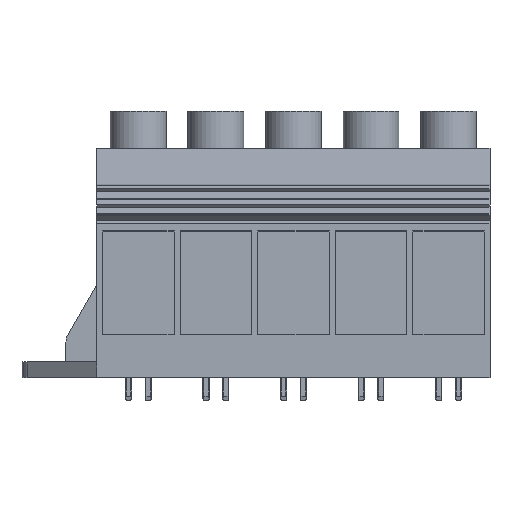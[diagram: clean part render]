
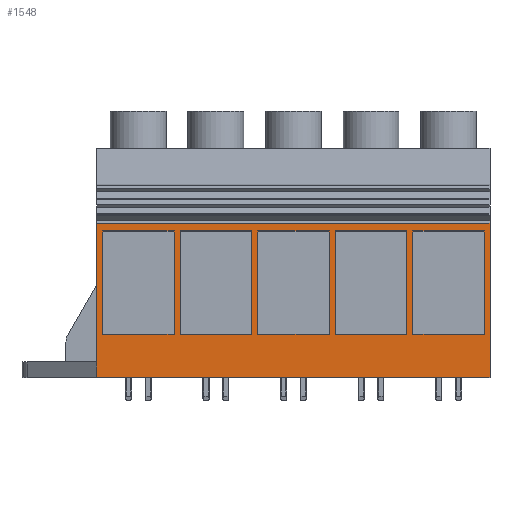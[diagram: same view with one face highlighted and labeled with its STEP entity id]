
A CAD part, top view. The second image highlights one B-rep face of the part: STEP entity #1548.
In plain terms, the highlighted planar face has unit normal (0, 0, 1).
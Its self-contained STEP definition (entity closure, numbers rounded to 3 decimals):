
#1343=AXIS2_PLACEMENT_3D('Plane Axis2P3D',#1340,#1341,#1342) ;
#490=CARTESIAN_POINT('Vertex',(14.5,7.5,31.)) ;
#493=CARTESIAN_POINT('Line Origine',(14.5,20.9,31.)) ;
#497=CARTESIAN_POINT('Vertex',(14.5,34.3,31.)) ;
#1340=CARTESIAN_POINT('Axis2P3D Location',(29.5,4.5,31.)) ;
#1345=CARTESIAN_POINT('Line Origine',(14.5,6.,31.)) ;
#1349=CARTESIAN_POINT('Vertex',(14.5,4.5,31.)) ;
#1352=CARTESIAN_POINT('Line Origine',(52.5,4.5,31.)) ;
#1356=CARTESIAN_POINT('Vertex',(90.5,4.5,31.)) ;
#1359=CARTESIAN_POINT('Line Origine',(90.5,19.4,31.)) ;
#1363=CARTESIAN_POINT('Vertex',(90.5,34.3,31.)) ;
#1366=CARTESIAN_POINT('Line Origine',(52.5,34.3,31.)) ;
#1378=CARTESIAN_POINT('Line Origine',(15.6,22.8,31.)) ;
#1382=CARTESIAN_POINT('Vertex',(15.6,12.8,31.)) ;
#1384=CARTESIAN_POINT('Vertex',(15.6,32.8,31.)) ;
#1387=CARTESIAN_POINT('Line Origine',(22.5,32.8,31.)) ;
#1391=CARTESIAN_POINT('Vertex',(29.4,32.8,31.)) ;
#1394=CARTESIAN_POINT('Line Origine',(29.4,22.8,31.)) ;
#1398=CARTESIAN_POINT('Vertex',(29.4,12.8,31.)) ;
#1401=CARTESIAN_POINT('Line Origine',(22.5,12.8,31.)) ;
#1412=CARTESIAN_POINT('Line Origine',(52.5,12.8,31.)) ;
#1416=CARTESIAN_POINT('Vertex',(59.4,12.8,31.)) ;
#1418=CARTESIAN_POINT('Vertex',(45.6,12.8,31.)) ;
#1421=CARTESIAN_POINT('Line Origine',(45.6,22.8,31.)) ;
#1425=CARTESIAN_POINT('Vertex',(45.6,32.8,31.)) ;
#1428=CARTESIAN_POINT('Line Origine',(52.5,32.8,31.)) ;
#1432=CARTESIAN_POINT('Vertex',(59.4,32.8,31.)) ;
#1435=CARTESIAN_POINT('Line Origine',(59.4,22.8,31.)) ;
#1446=CARTESIAN_POINT('Line Origine',(37.5,12.8,31.)) ;
#1450=CARTESIAN_POINT('Vertex',(44.4,12.8,31.)) ;
#1452=CARTESIAN_POINT('Vertex',(30.6,12.8,31.)) ;
#1455=CARTESIAN_POINT('Line Origine',(30.6,22.8,31.)) ;
#1459=CARTESIAN_POINT('Vertex',(30.6,32.8,31.)) ;
#1462=CARTESIAN_POINT('Line Origine',(37.5,32.8,31.)) ;
#1466=CARTESIAN_POINT('Vertex',(44.4,32.8,31.)) ;
#1469=CARTESIAN_POINT('Line Origine',(44.4,22.8,31.)) ;
#1480=CARTESIAN_POINT('Line Origine',(74.4,22.8,31.)) ;
#1484=CARTESIAN_POINT('Vertex',(74.4,32.8,31.)) ;
#1486=CARTESIAN_POINT('Vertex',(74.4,12.8,31.)) ;
#1489=CARTESIAN_POINT('Line Origine',(67.5,12.8,31.)) ;
#1493=CARTESIAN_POINT('Vertex',(60.6,12.8,31.)) ;
#1496=CARTESIAN_POINT('Line Origine',(60.6,22.8,31.)) ;
#1500=CARTESIAN_POINT('Vertex',(60.6,32.8,31.)) ;
#1503=CARTESIAN_POINT('Line Origine',(67.5,32.8,31.)) ;
#1514=CARTESIAN_POINT('Line Origine',(75.6,22.8,31.)) ;
#1518=CARTESIAN_POINT('Vertex',(75.6,12.8,31.)) ;
#1520=CARTESIAN_POINT('Vertex',(75.6,32.8,31.)) ;
#1523=CARTESIAN_POINT('Line Origine',(82.5,32.8,31.)) ;
#1527=CARTESIAN_POINT('Vertex',(89.4,32.8,31.)) ;
#1530=CARTESIAN_POINT('Line Origine',(89.4,22.8,31.)) ;
#1534=CARTESIAN_POINT('Vertex',(89.4,12.8,31.)) ;
#1537=CARTESIAN_POINT('Line Origine',(82.5,12.8,31.)) ;
#494=DIRECTION('Vector Direction',(0.,1.,0.)) ;
#1341=DIRECTION('Axis2P3D Direction',(0.,0.,-1.)) ;
#1342=DIRECTION('Axis2P3D XDirection',(0.,1.,0.)) ;
#1346=DIRECTION('Vector Direction',(0.,1.,0.)) ;
#1353=DIRECTION('Vector Direction',(1.,0.,0.)) ;
#1360=DIRECTION('Vector Direction',(0.,1.,0.)) ;
#1367=DIRECTION('Vector Direction',(1.,0.,0.)) ;
#1379=DIRECTION('Vector Direction',(0.,1.,0.)) ;
#1388=DIRECTION('Vector Direction',(1.,0.,0.)) ;
#1395=DIRECTION('Vector Direction',(0.,1.,0.)) ;
#1402=DIRECTION('Vector Direction',(1.,0.,0.)) ;
#1413=DIRECTION('Vector Direction',(1.,0.,0.)) ;
#1422=DIRECTION('Vector Direction',(0.,1.,0.)) ;
#1429=DIRECTION('Vector Direction',(1.,0.,0.)) ;
#1436=DIRECTION('Vector Direction',(0.,1.,0.)) ;
#1447=DIRECTION('Vector Direction',(1.,0.,0.)) ;
#1456=DIRECTION('Vector Direction',(0.,1.,0.)) ;
#1463=DIRECTION('Vector Direction',(1.,0.,0.)) ;
#1470=DIRECTION('Vector Direction',(0.,1.,0.)) ;
#1481=DIRECTION('Vector Direction',(0.,1.,0.)) ;
#1490=DIRECTION('Vector Direction',(1.,0.,0.)) ;
#1497=DIRECTION('Vector Direction',(0.,1.,0.)) ;
#1504=DIRECTION('Vector Direction',(1.,0.,0.)) ;
#1515=DIRECTION('Vector Direction',(0.,1.,0.)) ;
#1524=DIRECTION('Vector Direction',(1.,0.,0.)) ;
#1531=DIRECTION('Vector Direction',(0.,1.,0.)) ;
#1538=DIRECTION('Vector Direction',(1.,0.,0.)) ;
#495=VECTOR('Line Direction',#494,1.) ;
#1347=VECTOR('Line Direction',#1346,1.) ;
#1354=VECTOR('Line Direction',#1353,1.) ;
#1361=VECTOR('Line Direction',#1360,1.) ;
#1368=VECTOR('Line Direction',#1367,1.) ;
#1380=VECTOR('Line Direction',#1379,1.) ;
#1389=VECTOR('Line Direction',#1388,1.) ;
#1396=VECTOR('Line Direction',#1395,1.) ;
#1403=VECTOR('Line Direction',#1402,1.) ;
#1414=VECTOR('Line Direction',#1413,1.) ;
#1423=VECTOR('Line Direction',#1422,1.) ;
#1430=VECTOR('Line Direction',#1429,1.) ;
#1437=VECTOR('Line Direction',#1436,1.) ;
#1448=VECTOR('Line Direction',#1447,1.) ;
#1457=VECTOR('Line Direction',#1456,1.) ;
#1464=VECTOR('Line Direction',#1463,1.) ;
#1471=VECTOR('Line Direction',#1470,1.) ;
#1482=VECTOR('Line Direction',#1481,1.) ;
#1491=VECTOR('Line Direction',#1490,1.) ;
#1498=VECTOR('Line Direction',#1497,1.) ;
#1505=VECTOR('Line Direction',#1504,1.) ;
#1516=VECTOR('Line Direction',#1515,1.) ;
#1525=VECTOR('Line Direction',#1524,1.) ;
#1532=VECTOR('Line Direction',#1531,1.) ;
#1539=VECTOR('Line Direction',#1538,1.) ;
#1372=ORIENTED_EDGE('',*,*,#499,.F.) ;
#1373=ORIENTED_EDGE('',*,*,#1351,.T.) ;
#1374=ORIENTED_EDGE('',*,*,#1358,.T.) ;
#1375=ORIENTED_EDGE('',*,*,#1365,.T.) ;
#1376=ORIENTED_EDGE('',*,*,#1370,.F.) ;
#1407=ORIENTED_EDGE('',*,*,#1386,.T.) ;
#1408=ORIENTED_EDGE('',*,*,#1393,.T.) ;
#1409=ORIENTED_EDGE('',*,*,#1400,.T.) ;
#1410=ORIENTED_EDGE('',*,*,#1405,.T.) ;
#1441=ORIENTED_EDGE('',*,*,#1420,.T.) ;
#1442=ORIENTED_EDGE('',*,*,#1427,.T.) ;
#1443=ORIENTED_EDGE('',*,*,#1434,.T.) ;
#1444=ORIENTED_EDGE('',*,*,#1439,.T.) ;
#1475=ORIENTED_EDGE('',*,*,#1454,.T.) ;
#1476=ORIENTED_EDGE('',*,*,#1461,.T.) ;
#1477=ORIENTED_EDGE('',*,*,#1468,.T.) ;
#1478=ORIENTED_EDGE('',*,*,#1473,.T.) ;
#1509=ORIENTED_EDGE('',*,*,#1488,.T.) ;
#1510=ORIENTED_EDGE('',*,*,#1495,.T.) ;
#1511=ORIENTED_EDGE('',*,*,#1502,.T.) ;
#1512=ORIENTED_EDGE('',*,*,#1507,.T.) ;
#1543=ORIENTED_EDGE('',*,*,#1522,.T.) ;
#1544=ORIENTED_EDGE('',*,*,#1529,.T.) ;
#1545=ORIENTED_EDGE('',*,*,#1536,.T.) ;
#1546=ORIENTED_EDGE('',*,*,#1541,.T.) ;
#1411=FACE_BOUND('',#1406,.T.) ;
#1445=FACE_BOUND('',#1440,.T.) ;
#1479=FACE_BOUND('',#1474,.T.) ;
#1513=FACE_BOUND('',#1508,.T.) ;
#1547=FACE_BOUND('',#1542,.T.) ;
#1548=ADVANCED_FACE('HOUSING',(#1377,#1411,#1445,#1479,#1513,#1547),#1344,.F.) ;
#499=EDGE_CURVE('',#491,#498,#496,.T.) ;
#1351=EDGE_CURVE('',#491,#1350,#1348,.F.) ;
#1358=EDGE_CURVE('',#1350,#1357,#1355,.T.) ;
#1365=EDGE_CURVE('',#1357,#1364,#1362,.T.) ;
#1370=EDGE_CURVE('',#498,#1364,#1369,.T.) ;
#1386=EDGE_CURVE('',#1383,#1385,#1381,.T.) ;
#1393=EDGE_CURVE('',#1385,#1392,#1390,.T.) ;
#1400=EDGE_CURVE('',#1392,#1399,#1397,.F.) ;
#1405=EDGE_CURVE('',#1399,#1383,#1404,.F.) ;
#1420=EDGE_CURVE('',#1417,#1419,#1415,.F.) ;
#1427=EDGE_CURVE('',#1419,#1426,#1424,.T.) ;
#1434=EDGE_CURVE('',#1426,#1433,#1431,.T.) ;
#1439=EDGE_CURVE('',#1433,#1417,#1438,.F.) ;
#1454=EDGE_CURVE('',#1451,#1453,#1449,.F.) ;
#1461=EDGE_CURVE('',#1453,#1460,#1458,.T.) ;
#1468=EDGE_CURVE('',#1460,#1467,#1465,.T.) ;
#1473=EDGE_CURVE('',#1467,#1451,#1472,.F.) ;
#1488=EDGE_CURVE('',#1485,#1487,#1483,.F.) ;
#1495=EDGE_CURVE('',#1487,#1494,#1492,.F.) ;
#1502=EDGE_CURVE('',#1494,#1501,#1499,.T.) ;
#1507=EDGE_CURVE('',#1501,#1485,#1506,.T.) ;
#1522=EDGE_CURVE('',#1519,#1521,#1517,.T.) ;
#1529=EDGE_CURVE('',#1521,#1528,#1526,.T.) ;
#1536=EDGE_CURVE('',#1528,#1535,#1533,.F.) ;
#1541=EDGE_CURVE('',#1535,#1519,#1540,.F.) ;
#1371=EDGE_LOOP('',(#1372,#1373,#1374,#1375,#1376)) ;
#1406=EDGE_LOOP('',(#1407,#1408,#1409,#1410)) ;
#1440=EDGE_LOOP('',(#1441,#1442,#1443,#1444)) ;
#1474=EDGE_LOOP('',(#1475,#1476,#1477,#1478)) ;
#1508=EDGE_LOOP('',(#1509,#1510,#1511,#1512)) ;
#1542=EDGE_LOOP('',(#1543,#1544,#1545,#1546)) ;
#1377=FACE_OUTER_BOUND('',#1371,.T.) ;
#496=LINE('Line',#493,#495) ;
#1348=LINE('Line',#1345,#1347) ;
#1355=LINE('Line',#1352,#1354) ;
#1362=LINE('Line',#1359,#1361) ;
#1369=LINE('Line',#1366,#1368) ;
#1381=LINE('Line',#1378,#1380) ;
#1390=LINE('Line',#1387,#1389) ;
#1397=LINE('Line',#1394,#1396) ;
#1404=LINE('Line',#1401,#1403) ;
#1415=LINE('Line',#1412,#1414) ;
#1424=LINE('Line',#1421,#1423) ;
#1431=LINE('Line',#1428,#1430) ;
#1438=LINE('Line',#1435,#1437) ;
#1449=LINE('Line',#1446,#1448) ;
#1458=LINE('Line',#1455,#1457) ;
#1465=LINE('Line',#1462,#1464) ;
#1472=LINE('Line',#1469,#1471) ;
#1483=LINE('Line',#1480,#1482) ;
#1492=LINE('Line',#1489,#1491) ;
#1499=LINE('Line',#1496,#1498) ;
#1506=LINE('Line',#1503,#1505) ;
#1517=LINE('Line',#1514,#1516) ;
#1526=LINE('Line',#1523,#1525) ;
#1533=LINE('Line',#1530,#1532) ;
#1540=LINE('Line',#1537,#1539) ;
#1344=PLANE('',#1343) ;
#491=VERTEX_POINT('',#490) ;
#498=VERTEX_POINT('',#497) ;
#1350=VERTEX_POINT('',#1349) ;
#1357=VERTEX_POINT('',#1356) ;
#1364=VERTEX_POINT('',#1363) ;
#1383=VERTEX_POINT('',#1382) ;
#1385=VERTEX_POINT('',#1384) ;
#1392=VERTEX_POINT('',#1391) ;
#1399=VERTEX_POINT('',#1398) ;
#1417=VERTEX_POINT('',#1416) ;
#1419=VERTEX_POINT('',#1418) ;
#1426=VERTEX_POINT('',#1425) ;
#1433=VERTEX_POINT('',#1432) ;
#1451=VERTEX_POINT('',#1450) ;
#1453=VERTEX_POINT('',#1452) ;
#1460=VERTEX_POINT('',#1459) ;
#1467=VERTEX_POINT('',#1466) ;
#1485=VERTEX_POINT('',#1484) ;
#1487=VERTEX_POINT('',#1486) ;
#1494=VERTEX_POINT('',#1493) ;
#1501=VERTEX_POINT('',#1500) ;
#1519=VERTEX_POINT('',#1518) ;
#1521=VERTEX_POINT('',#1520) ;
#1528=VERTEX_POINT('',#1527) ;
#1535=VERTEX_POINT('',#1534) ;
